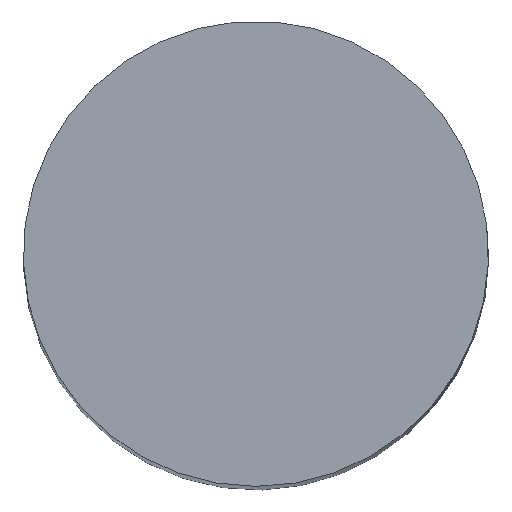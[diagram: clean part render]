
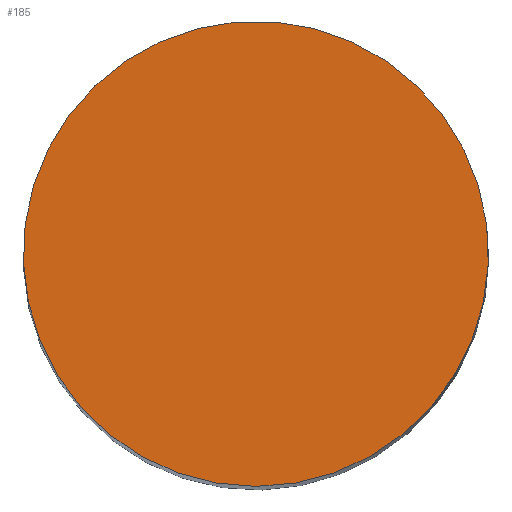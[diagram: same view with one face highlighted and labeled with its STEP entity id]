
A CAD part, top view. The second image highlights one B-rep face of the part: STEP entity #185.
In plain terms, the highlighted planar face has unit normal (0, 0, 1).
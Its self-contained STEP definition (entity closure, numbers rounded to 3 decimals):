
#185=ADVANCED_FACE('240[2]',(#385),#386,.F.);
#217=EDGE_CURVE('240[2]',#426,#426,#427,.F.);
#385=FACE_OUTER_BOUND('',#720,.T.);
#386=PLANE('',#721);
#426=VERTEX_POINT('',#832);
#427=CIRCLE('',#833,3.5);
#720=EDGE_LOOP('',(#984));
#721=AXIS2_PLACEMENT_3D('',#985,#986,#987);
#832=CARTESIAN_POINT('',(0.,-3.5,0.));
#833=AXIS2_PLACEMENT_3D('',#1035,#1036,#1037);
#984=ORIENTED_EDGE('',*,*,#217,.T.);
#985=CARTESIAN_POINT('',(0.0,0.0,0.0));
#986=DIRECTION('',(0.,0.,-1.0));
#987=DIRECTION('',(0.,1.0,0.));
#1035=CARTESIAN_POINT('',(0.0,0.0,0.0));
#1036=DIRECTION('',(0.,0.,-1.0));
#1037=DIRECTION('',(1.0,0.,0.));
